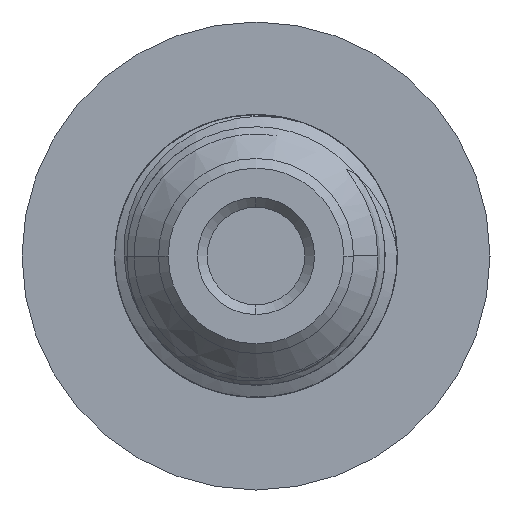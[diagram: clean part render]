
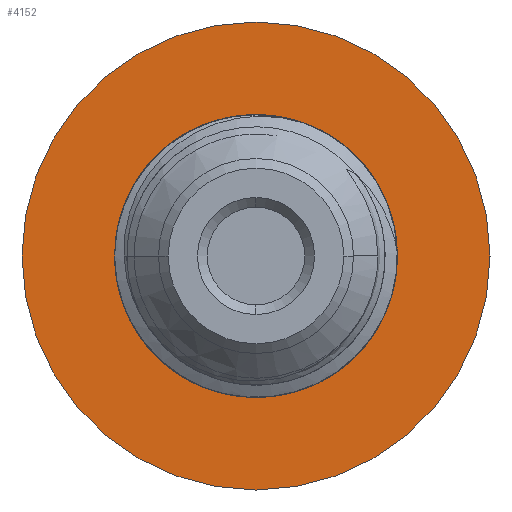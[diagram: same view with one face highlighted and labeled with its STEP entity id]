
A CAD part, left-side view. The second image highlights one B-rep face of the part: STEP entity #4152.
In plain terms, the highlighted planar face has unit normal (-1, 0, 0).
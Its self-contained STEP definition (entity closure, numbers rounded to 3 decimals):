
#70=CARTESIAN_POINT('',(-6.,0.,0.));
#71=DIRECTION('',(1.,0.,0.));
#72=DIRECTION('',(0.,1.,0.));
#73=AXIS2_PLACEMENT_3D('',#70,#71,#72);
#75=CARTESIAN_POINT('',(-6.,0.,0.));
#76=DIRECTION('',(-1.,0.,0.));
#77=DIRECTION('',(0.,1.,0.));
#78=AXIS2_PLACEMENT_3D('',#75,#76,#77);
#1127=CARTESIAN_POINT('',(-6.,0.,0.));
#1128=DIRECTION('',(-1.,0.,0.));
#1129=DIRECTION('',(0.,1.,0.));
#1130=AXIS2_PLACEMENT_3D('',#1127,#1128,#1129);
#2185=CARTESIAN_POINT('',(-6.,0.,0.));
#2186=DIRECTION('',(1.,0.,0.));
#2187=DIRECTION('',(0.,1.,0.));
#2188=AXIS2_PLACEMENT_3D('',#2185,#2186,#2187);
#3862=CARTESIAN_POINT('',(-6.,2.4,0.));
#3864=VERTEX_POINT('',#3862);
#3870=CARTESIAN_POINT('',(-6.,-2.4,0.));
#3872=VERTEX_POINT('',#3870);
#3873=CARTESIAN_POINT('',(-6.,1.45,0.));
#3874=CARTESIAN_POINT('',(-6.,-1.45,0.));
#3875=VERTEX_POINT('',#3873);
#3876=VERTEX_POINT('',#3874);
#4137=CARTESIAN_POINT('',(-6.,0.,0.));
#4138=DIRECTION('',(1.,0.,0.));
#4139=DIRECTION('',(0.,-1.,0.));
#4140=AXIS2_PLACEMENT_3D('',#4137,#4138,#4139);
#4141=PLANE('',#4140);
#4142=ORIENTED_EDGE('',*,*,#4132,.T.);
#4143=ORIENTED_EDGE('',*,*,#4116,.F.);
#4144=EDGE_LOOP('',(#4142,#4143));
#4145=FACE_OUTER_BOUND('',#4144,.F.);
#4147=ORIENTED_EDGE('',*,*,#4146,.T.);
#4149=ORIENTED_EDGE('',*,*,#4148,.F.);
#4150=EDGE_LOOP('',(#4147,#4149));
#4151=FACE_BOUND('',#4150,.F.);
#74=CIRCLE('',#73,2.4);
#79=CIRCLE('',#78,2.4);
#1131=CIRCLE('',#1130,1.45);
#2189=CIRCLE('',#2188,1.45);
#4116=EDGE_CURVE('',#3864,#3872,#79,.T.);
#4132=EDGE_CURVE('',#3864,#3872,#74,.T.);
#4146=EDGE_CURVE('',#3875,#3876,#1131,.T.);
#4148=EDGE_CURVE('',#3875,#3876,#2189,.T.);
#4152=ADVANCED_FACE('',(#4145,#4151),#4141,.F.);
